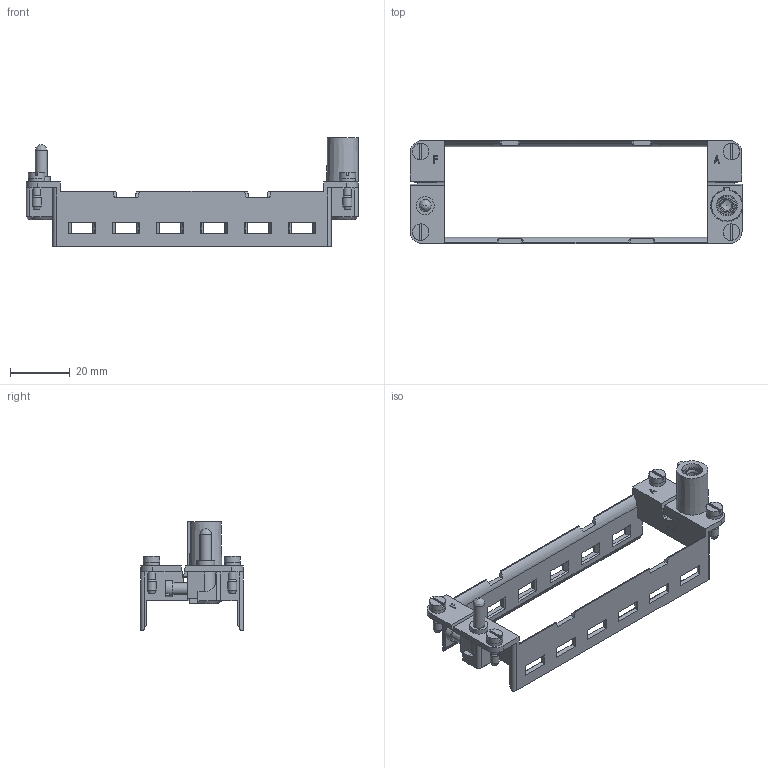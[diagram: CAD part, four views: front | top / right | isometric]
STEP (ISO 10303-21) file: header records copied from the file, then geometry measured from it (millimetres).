
FILE_DESCRIPTION(/* description */ (''),/* implementation_level */ '2;1');
FILE_NAME(/* name */ '100535103ugm000_f.stp',/* time_stamp */ '2019-11-04T11:12:43+01:00',/* author */ (''),/* organization */ (''),/* preprocessor_version */ 'ST-DEVELOPER v16.7',/* originating_system */ 'SIEMENS PLM Software NX 12.0',/* authorisation */ '');
FILE_SCHEMA (('AUTOMOTIVE_DESIGN { 1 0 10303 214 3 1 1 1 }'));
Length unit declared in the file: millimetre
Products named in the file (1): 100535103ugm000_f
Bounding box: 111.15 x 34.45 x 36.3 mm (x, y, z)
Volume: 11667.8 mm3; surface area: 13138.3 mm2
Topology: 2 solids, 2 shells, 571 faces, 1492 edges, 988 vertices
Faces by surface type: plane 438, cylinder 72, extrusion 34, cone 20, bspline 6, torus 1
Full cylindrical faces by diameter (mm): 0.335 x1, 0.492 x1, 1.677 x2, 1.799 x2, 2.5 x5, 3 x5, 3.3 x1, 3.35 x1, 3.97 x1, 4 x1, 4.75 x1, 5.3 x4, 5.5 x5, 6.05 x1, 6.35 x1
Entity records: 19822 total; most frequent: CARTESIAN_POINT 4864, ORIENTED_EDGE 2816, DIRECTION 2562, EDGE_CURVE 1408, VECTOR 1098, LINE 1064, VERTEX_POINT 962, AXIS2_PLACEMENT_3D 732
